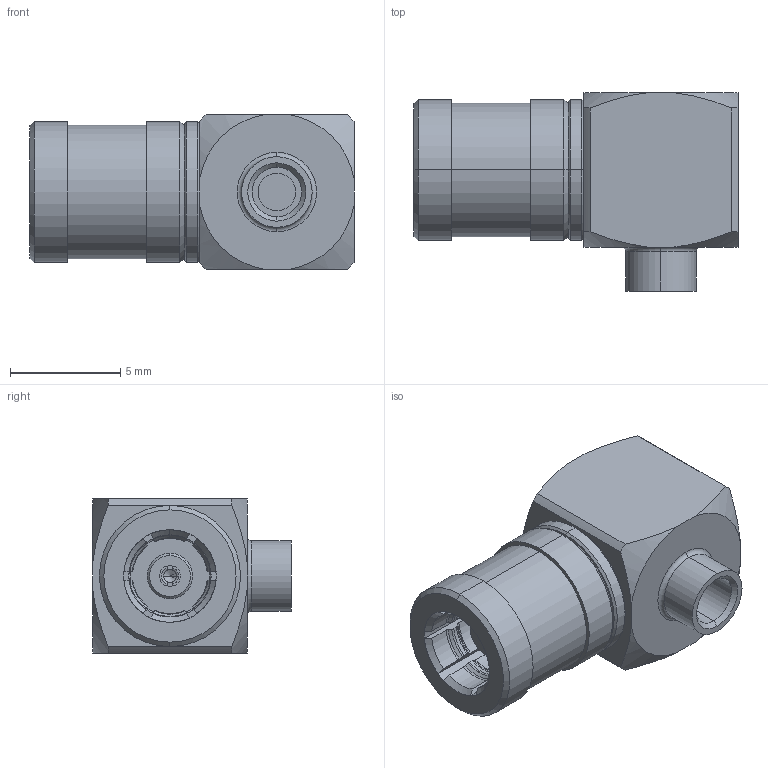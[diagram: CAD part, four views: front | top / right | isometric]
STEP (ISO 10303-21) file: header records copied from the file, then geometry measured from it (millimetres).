
FILE_DESCRIPTION (( 'STEP AP214' ), '1' );
FILE_NAME ('ÑÖÍÊ.434531.012ÑÁ_Ðîçåòêà+äëÿ ïîòðåáèòåëÿ.STEP', '2018-12-03T07:04:47', ( 'User' ), ( '' ), 'SwSTEP 2.0', 'SolidWorks 2016', '' );
FILE_SCHEMA (( 'AUTOMOTIVE_DESIGN' ));
Length unit declared in the file: millimetre
Products named in the file (1): ÑÖÍÊ.434531.012ÑÁ_Ðîçåòêà+äëÿ ïîòðåáèòåëÿ
Bounding box: 14.7 x 9 x 7 mm (x, y, z)
Volume: 526.3 mm3; surface area: 584.1 mm2
Topology: 1 solids, 1 shells, 161 faces, 425 edges, 274 vertices
Faces by surface type: cone 43, cylinder 42, plane 41, torus 35
Entity records: 7169 total; most frequent: CARTESIAN_POINT 1455, ORIENTED_EDGE 846, DIRECTION 827, EDGE_CURVE 423, AXIS2_PLACEMENT_3D 346, VERTEX_POINT 274, CIRCLE 184, EDGE_LOOP 171
